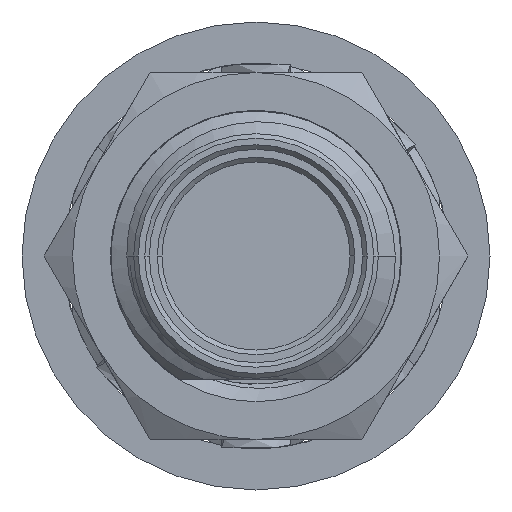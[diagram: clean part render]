
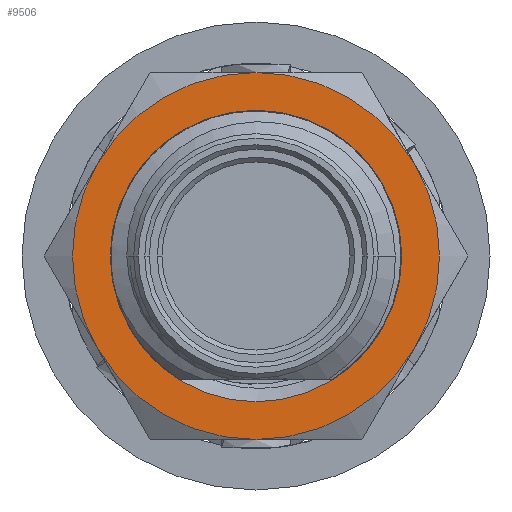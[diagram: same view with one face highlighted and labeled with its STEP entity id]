
A CAD part, left-side view. The second image highlights one B-rep face of the part: STEP entity #9506.
In plain terms, the highlighted planar face has unit normal (-1, 0, 0).
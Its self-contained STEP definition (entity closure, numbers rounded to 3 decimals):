
#1876=CARTESIAN_POINT('',(-3.63,0.,0.));
#1877=DIRECTION('',(-1.,0.,0.));
#1878=DIRECTION('',(0.,0.866,0.5));
#1879=AXIS2_PLACEMENT_3D('',#1876,#1877,#1878);
#1881=CARTESIAN_POINT('',(-3.63,0.,0.));
#1882=DIRECTION('',(1.,0.,0.));
#1883=DIRECTION('',(0.,0.866,0.5));
#1884=AXIS2_PLACEMENT_3D('',#1881,#1882,#1883);
#1886=CARTESIAN_POINT('',(-3.63,0.,0.));
#1887=DIRECTION('',(1.,0.,0.));
#1888=DIRECTION('',(0.,0.,1.));
#1889=AXIS2_PLACEMENT_3D('',#1886,#1887,#1888);
#1891=CARTESIAN_POINT('',(-3.63,0.,0.));
#1892=DIRECTION('',(1.,0.,0.));
#1893=DIRECTION('',(0.,-0.866,-0.5));
#1894=AXIS2_PLACEMENT_3D('',#1891,#1892,#1893);
#1896=CARTESIAN_POINT('',(-3.63,0.,0.));
#1897=DIRECTION('',(1.,0.,0.));
#1898=DIRECTION('',(0.,0.,-1.));
#1899=AXIS2_PLACEMENT_3D('',#1896,#1897,#1898);
#1901=CARTESIAN_POINT('',(-3.63,0.,0.));
#1902=DIRECTION('',(-1.,0.,0.));
#1903=DIRECTION('',(0.,-0.866,-0.5));
#1904=AXIS2_PLACEMENT_3D('',#1901,#1902,#1903);
#2004=CARTESIAN_POINT('',(-3.63,0.,0.));
#2005=DIRECTION('',(1.,0.,0.));
#2006=DIRECTION('',(0.,-1.,0.));
#2007=AXIS2_PLACEMENT_3D('',#2004,#2005,#2006);
#2328=CARTESIAN_POINT('',(-3.63,0.,0.));
#2329=DIRECTION('',(1.,0.,0.));
#2330=DIRECTION('',(0.,1.,0.));
#2331=AXIS2_PLACEMENT_3D('',#2328,#2329,#2330);
#7015=CARTESIAN_POINT('',(-3.63,3.176,0.));
#7016=CARTESIAN_POINT('',(-3.63,-3.176,0.));
#7017=VERTEX_POINT('',#7015);
#7018=VERTEX_POINT('',#7016);
#7033=CARTESIAN_POINT('',(-3.63,3.464,2.));
#7034=CARTESIAN_POINT('',(-3.63,0.,4.));
#7035=VERTEX_POINT('',#7033);
#7036=VERTEX_POINT('',#7034);
#7037=CARTESIAN_POINT('',(-3.63,-3.464,2.));
#7038=VERTEX_POINT('',#7037);
#7039=CARTESIAN_POINT('',(-3.63,-3.464,-2.));
#7040=CARTESIAN_POINT('',(-3.63,0.,-4.));
#7041=VERTEX_POINT('',#7039);
#7042=VERTEX_POINT('',#7040);
#7043=CARTESIAN_POINT('',(-3.63,3.464,-2.));
#7044=VERTEX_POINT('',#7043);
#9482=CARTESIAN_POINT('',(-3.63,0.,0.));
#9483=DIRECTION('',(-1.,0.,0.));
#9484=DIRECTION('',(0.,1.,0.));
#9485=AXIS2_PLACEMENT_3D('',#9482,#9483,#9484);
#9486=PLANE('',#9485);
#9487=ORIENTED_EDGE('',*,*,#9477,.F.);
#9489=ORIENTED_EDGE('',*,*,#9488,.T.);
#9491=ORIENTED_EDGE('',*,*,#9490,.T.);
#9493=ORIENTED_EDGE('',*,*,#9492,.F.);
#9495=ORIENTED_EDGE('',*,*,#9494,.T.);
#9497=ORIENTED_EDGE('',*,*,#9496,.T.);
#9498=EDGE_LOOP('',(#9487,#9489,#9491,#9493,#9495,#9497));
#9499=FACE_OUTER_BOUND('',#9498,.F.);
#9501=ORIENTED_EDGE('',*,*,#9500,.F.);
#9503=ORIENTED_EDGE('',*,*,#9502,.F.);
#9504=EDGE_LOOP('',(#9501,#9503));
#9505=FACE_BOUND('',#9504,.F.);
#9506=ADVANCED_FACE('',(#9499,#9505),#9486,.T.);
#1880=CIRCLE('',#1879,4.);
#1885=CIRCLE('',#1884,4.);
#1890=CIRCLE('',#1889,4.);
#1895=CIRCLE('',#1894,4.);
#1900=CIRCLE('',#1899,4.);
#1905=CIRCLE('',#1904,4.);
#2008=CIRCLE('',#2007,3.176);
#2332=CIRCLE('',#2331,3.176);
#9477=EDGE_CURVE('',#7035,#7044,#1880,.T.);
#9488=EDGE_CURVE('',#7035,#7036,#1885,.T.);
#9490=EDGE_CURVE('',#7036,#7038,#1890,.T.);
#9492=EDGE_CURVE('',#7041,#7038,#1905,.T.);
#9494=EDGE_CURVE('',#7041,#7042,#1895,.T.);
#9496=EDGE_CURVE('',#7042,#7044,#1900,.T.);
#9500=EDGE_CURVE('',#7018,#7017,#2008,.T.);
#9502=EDGE_CURVE('',#7017,#7018,#2332,.T.);
